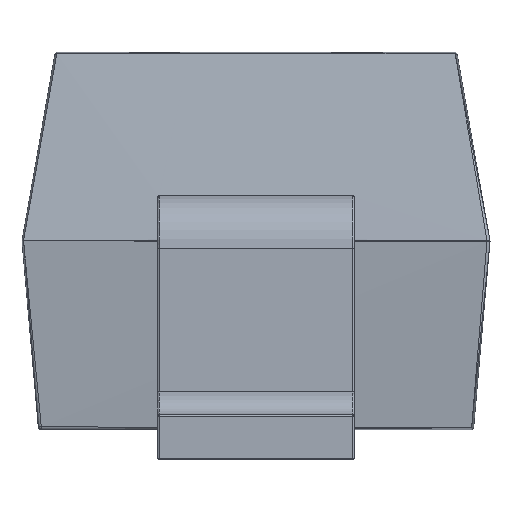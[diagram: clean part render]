
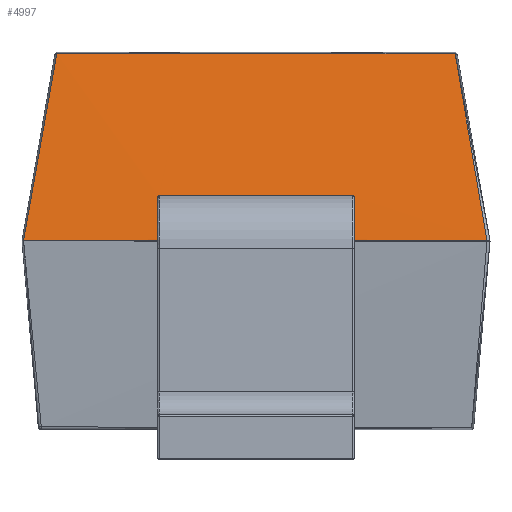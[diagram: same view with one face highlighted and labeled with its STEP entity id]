
A CAD part, left-side view. The second image highlights one B-rep face of the part: STEP entity #4997.
In plain terms, the highlighted planar face has unit normal (-0.985, 0, 0.174).
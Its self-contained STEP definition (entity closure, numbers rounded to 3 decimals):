
#91 = VERTEX_POINT('',#92);
#92 = CARTESIAN_POINT('',(-1.35,-0.765,0.726
    ));
#323 = VERTEX_POINT('',#324);
#324 = CARTESIAN_POINT('',(-1.345,0.77,0.725)
  );
#709 = VERTEX_POINT('',#710);
#710 = CARTESIAN_POINT('',(-1.35,0.323,0.726
    ));
#723 = EDGE_CURVE('',#323,#709,#724,.T.);
#724 = LINE('',#725,#726);
#725 = CARTESIAN_POINT('',(-1.35,0.,
    0.726));
#726 = VECTOR('',#727,1.);
#727 = DIRECTION('',(0.,-1.,0.));
#738 = EDGE_CURVE('',#739,#91,#741,.T.);
#739 = VERTEX_POINT('',#740);
#740 = CARTESIAN_POINT('',(-1.35,-0.323,
    0.726));
#741 = LINE('',#742,#743);
#742 = CARTESIAN_POINT('',(-1.35,0.,
    0.726));
#743 = VECTOR('',#744,1.);
#744 = DIRECTION('',(0.,-1.,0.));
#811 = VERTEX_POINT('',#812);
#812 = CARTESIAN_POINT('',(-1.234,0.659,1.345
    ));
#1018 = VERTEX_POINT('',#1019);
#1019 = CARTESIAN_POINT('',(-1.234,-0.659,
    1.345));
#1056 = VERTEX_POINT('',#1057);
#1057 = CARTESIAN_POINT('',(-1.35,0.325,0.73));
#1131 = VERTEX_POINT('',#1132);
#1132 = CARTESIAN_POINT('',(-1.35,-0.325,0.73));
#1192 = EDGE_CURVE('',#811,#323,#1193,.T.);
#1193 = LINE('',#1194,#1195);
#1194 = CARTESIAN_POINT('',(-1.241,0.656,
    1.342));
#1195 = VECTOR('',#1196,1.);
#1196 = DIRECTION('',(-0.171,0.171,-0.97));
#1559 = EDGE_CURVE('',#91,#1018,#1560,.T.);
#1560 = LINE('',#1561,#1562);
#1561 = CARTESIAN_POINT('',(-1.35,-0.765,
    0.726));
#1562 = VECTOR('',#1563,1.);
#1563 = DIRECTION('',(0.171,0.171,0.97));
#1638 = VERTEX_POINT('',#1639);
#1639 = CARTESIAN_POINT('',(-1.324,0.325,0.87));
#1645 = EDGE_CURVE('',#1056,#1638,#1646,.T.);
#1646 = LINE('',#1647,#1648);
#1647 = CARTESIAN_POINT('',(-1.295,0.325,1.038));
#1648 = VECTOR('',#1649,1.);
#1649 = DIRECTION('',(0.174,0.,0.985
    ));
#1736 = EDGE_CURVE('',#709,#1056,#1737,.T.);
#1737 = B_SPLINE_CURVE_WITH_KNOTS('',3,(#1738,#1739,#1740,#1741),
  .UNSPECIFIED.,.F.,.F.,(4,4),(0.,1.),.PIECEWISE_BEZIER_KNOTS.);
#1738 = CARTESIAN_POINT('',(-1.35,0.323,
    0.726));
#1739 = CARTESIAN_POINT('',(-1.35,0.324,0.728
    ));
#1740 = CARTESIAN_POINT('',(-1.349,0.324,
    0.729));
#1741 = CARTESIAN_POINT('',(-1.35,0.325,0.73));
#1800 = EDGE_CURVE('',#1801,#1131,#1803,.T.);
#1801 = VERTEX_POINT('',#1802);
#1802 = CARTESIAN_POINT('',(-1.324,-0.325,0.87));
#1803 = LINE('',#1804,#1805);
#1804 = CARTESIAN_POINT('',(-1.295,-0.325,1.038));
#1805 = VECTOR('',#1806,1.);
#1806 = DIRECTION('',(-0.174,0.,
    -0.985));
#1888 = EDGE_CURVE('',#1131,#739,#1889,.T.);
#1889 = B_SPLINE_CURVE_WITH_KNOTS('',3,(#1890,#1891,#1892,#1893),
  .UNSPECIFIED.,.F.,.F.,(4,4),(0.,1.),.PIECEWISE_BEZIER_KNOTS.);
#1890 = CARTESIAN_POINT('',(-1.35,-0.325,0.73));
#1891 = CARTESIAN_POINT('',(-1.349,-0.324,
    0.729));
#1892 = CARTESIAN_POINT('',(-1.35,-0.324,
    0.728));
#1893 = CARTESIAN_POINT('',(-1.35,-0.323,
    0.726));
#3842 = EDGE_CURVE('',#1638,#3843,#3845,.T.);
#3843 = VERTEX_POINT('',#3844);
#3844 = CARTESIAN_POINT('',(-1.324,0.32,0.875));
#3845 = B_SPLINE_CURVE_WITH_KNOTS('',3,(#3846,#3847,#3848,#3849),
  .UNSPECIFIED.,.F.,.F.,(4,4),(0.,1.),.PIECEWISE_BEZIER_KNOTS.);
#3846 = CARTESIAN_POINT('',(-1.324,0.325,0.87));
#3847 = CARTESIAN_POINT('',(-1.324,0.325,
    0.873));
#3848 = CARTESIAN_POINT('',(-1.324,0.323,
    0.875));
#3849 = CARTESIAN_POINT('',(-1.324,0.32,0.875));
#4116 = EDGE_CURVE('',#4117,#1801,#4119,.T.);
#4117 = VERTEX_POINT('',#4118);
#4118 = CARTESIAN_POINT('',(-1.324,-0.32,0.875));
#4119 = B_SPLINE_CURVE_WITH_KNOTS('',3,(#4120,#4121,#4122,#4123),
  .UNSPECIFIED.,.F.,.F.,(4,4),(0.,1.),.PIECEWISE_BEZIER_KNOTS.);
#4120 = CARTESIAN_POINT('',(-1.324,-0.32,0.875));
#4121 = CARTESIAN_POINT('',(-1.324,-0.323,
    0.875));
#4122 = CARTESIAN_POINT('',(-1.324,-0.325,
    0.873));
#4123 = CARTESIAN_POINT('',(-1.324,-0.325,0.87));
#4140 = EDGE_CURVE('',#811,#1018,#4141,.T.);
#4141 = LINE('',#4142,#4143);
#4142 = CARTESIAN_POINT('',(-1.241,0.,
    1.342));
#4143 = VECTOR('',#4144,1.);
#4144 = DIRECTION('',(0.,-1.,0.));
#4927 = EDGE_CURVE('',#4117,#3843,#4928,.T.);
#4928 = LINE('',#4929,#4930);
#4929 = CARTESIAN_POINT('',(-1.324,0.,0.875));
#4930 = VECTOR('',#4931,1.);
#4931 = DIRECTION('',(0.,1.,0.));
#4997 = ADVANCED_FACE('',(#4998),#5012,.T.);
#4998 = FACE_BOUND('',#4999,.T.);
#4999 = EDGE_LOOP('',(#5000,#5001,#5002,#5003,#5004,#5005,#5006,#5007,
    #5008,#5009,#5010,#5011));
#5000 = ORIENTED_EDGE('',*,*,#4140,.F.);
#5001 = ORIENTED_EDGE('',*,*,#1192,.T.);
#5002 = ORIENTED_EDGE('',*,*,#723,.T.);
#5003 = ORIENTED_EDGE('',*,*,#1736,.T.);
#5004 = ORIENTED_EDGE('',*,*,#1645,.T.);
#5005 = ORIENTED_EDGE('',*,*,#3842,.T.);
#5006 = ORIENTED_EDGE('',*,*,#4927,.F.);
#5007 = ORIENTED_EDGE('',*,*,#4116,.T.);
#5008 = ORIENTED_EDGE('',*,*,#1800,.T.);
#5009 = ORIENTED_EDGE('',*,*,#1888,.T.);
#5010 = ORIENTED_EDGE('',*,*,#738,.T.);
#5011 = ORIENTED_EDGE('',*,*,#1559,.T.);
#5012 = PLANE('',#5013);
#5013 = AXIS2_PLACEMENT_3D('',#5014,#5015,#5016);
#5014 = CARTESIAN_POINT('',(-1.295,0.,1.038)
  );
#5015 = DIRECTION('',(-0.985,0.,0.174
    ));
#5016 = DIRECTION('',(-0.174,0.,
    -0.985));
